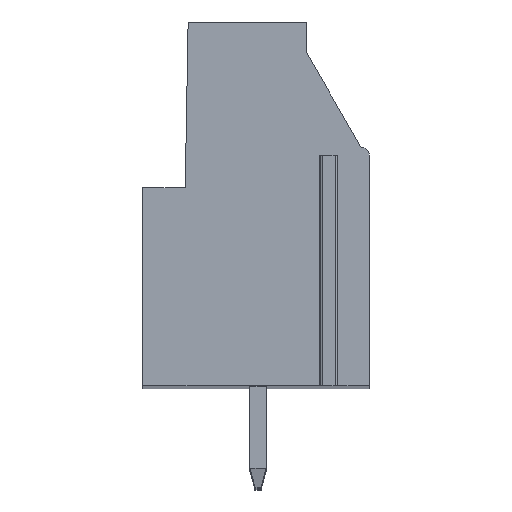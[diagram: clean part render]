
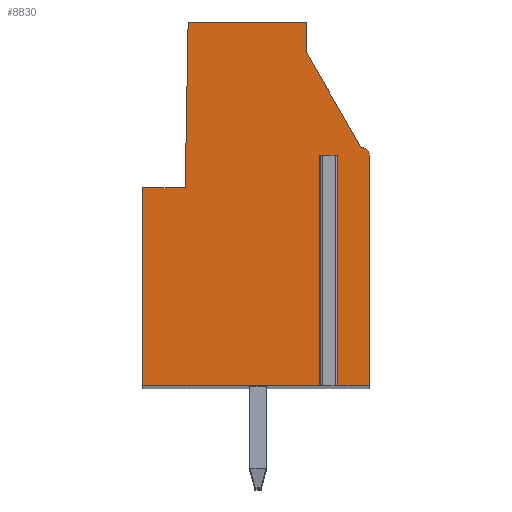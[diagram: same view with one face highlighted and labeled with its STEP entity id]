
A CAD part, top view. The second image highlights one B-rep face of the part: STEP entity #8830.
In plain terms, the highlighted planar face has unit normal (0, 0, 1).
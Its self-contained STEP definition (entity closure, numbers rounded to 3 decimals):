
#946=DIRECTION('',(1.,0.,0.));
#947=VECTOR('',#946,0.5);
#948=CARTESIAN_POINT('',(3.347,2.4,2.5));
#949=LINE('',#948,#947);
#950=DIRECTION('',(0.,1.,0.));
#951=VECTOR('',#950,11.4);
#952=CARTESIAN_POINT('',(3.347,-9.,2.5));
#953=LINE('',#952,#951);
#954=DIRECTION('',(1.,0.,0.));
#955=VECTOR('',#954,8.95);
#956=CARTESIAN_POINT('',(-5.603,-9.,2.5));
#957=LINE('',#956,#955);
#958=DIRECTION('',(0.,-1.,0.));
#959=VECTOR('',#958,9.8);
#960=CARTESIAN_POINT('',(-5.603,0.8,2.5));
#961=LINE('',#960,#959);
#962=DIRECTION('',(-1.,0.,0.));
#963=VECTOR('',#962,2.1);
#964=CARTESIAN_POINT('',(-3.503,0.8,2.5));
#965=LINE('',#964,#963);
#966=DIRECTION('',(-0.017,-1.,0.));
#967=VECTOR('',#966,8.201);
#968=CARTESIAN_POINT('',(-3.36,9.,2.5));
#969=LINE('',#968,#967);
#970=DIRECTION('',(-1.,0.,0.));
#971=VECTOR('',#970,5.86);
#972=CARTESIAN_POINT('',(2.5,9.,2.5));
#973=LINE('',#972,#971);
#974=DIRECTION('',(0.,1.,0.));
#975=VECTOR('',#974,1.523);
#976=CARTESIAN_POINT('',(2.5,7.477,2.5));
#977=LINE('',#976,#975);
#978=DIRECTION('',(-0.5,0.866,0.));
#979=VECTOR('',#978,5.394);
#980=CARTESIAN_POINT('',(5.197,2.805,2.5));
#981=LINE('',#980,#979);
#982=CARTESIAN_POINT('',(5.197,2.405,2.5));
#983=DIRECTION('',(0.,0.,1.));
#984=DIRECTION('',(1.,0.,0.));
#985=AXIS2_PLACEMENT_3D('',#982,#983,#984);
#987=DIRECTION('',(0.,1.,0.));
#988=VECTOR('',#987,11.405);
#989=CARTESIAN_POINT('',(5.597,-9.,2.5));
#990=LINE('',#989,#988);
#991=DIRECTION('',(1.,0.,0.));
#992=VECTOR('',#991,1.75);
#993=CARTESIAN_POINT('',(3.847,-9.,2.5));
#994=LINE('',#993,#992);
#995=DIRECTION('',(0.,1.,0.));
#996=VECTOR('',#995,11.4);
#997=CARTESIAN_POINT('',(3.847,-9.,2.5));
#998=LINE('',#997,#996);
#6393=CARTESIAN_POINT('',(5.597,-9.,2.5));
#6394=CARTESIAN_POINT('',(5.597,2.405,2.5));
#6395=VERTEX_POINT('',#6393);
#6396=VERTEX_POINT('',#6394);
#6397=CARTESIAN_POINT('',(5.197,2.805,2.5));
#6398=VERTEX_POINT('',#6397);
#6399=CARTESIAN_POINT('',(2.5,7.477,2.5));
#6400=VERTEX_POINT('',#6399);
#6401=CARTESIAN_POINT('',(2.5,9.,2.5));
#6402=VERTEX_POINT('',#6401);
#6403=CARTESIAN_POINT('',(-3.36,9.,2.5));
#6404=VERTEX_POINT('',#6403);
#6405=CARTESIAN_POINT('',(-3.503,0.8,2.5));
#6406=VERTEX_POINT('',#6405);
#6407=CARTESIAN_POINT('',(-5.603,0.8,2.5));
#6408=VERTEX_POINT('',#6407);
#6409=CARTESIAN_POINT('',(-5.603,-9.,2.5));
#6410=VERTEX_POINT('',#6409);
#6447=CARTESIAN_POINT('',(3.347,2.4,2.5));
#6448=CARTESIAN_POINT('',(3.847,2.4,2.5));
#6449=VERTEX_POINT('',#6447);
#6450=VERTEX_POINT('',#6448);
#6451=CARTESIAN_POINT('',(3.347,-9.,2.5));
#6452=VERTEX_POINT('',#6451);
#6453=CARTESIAN_POINT('',(3.847,-9.,2.5));
#6454=VERTEX_POINT('',#6453);
#8807=CARTESIAN_POINT('',(0.,0.,2.5));
#8808=DIRECTION('',(0.,0.,1.));
#8809=DIRECTION('',(1.,0.,0.));
#8810=AXIS2_PLACEMENT_3D('',#8807,#8808,#8809);
#8811=PLANE('',#8810);
#8813=ORIENTED_EDGE('',*,*,#8812,.F.);
#8815=ORIENTED_EDGE('',*,*,#8814,.F.);
#8816=ORIENTED_EDGE('',*,*,#8147,.F.);
#8817=ORIENTED_EDGE('',*,*,#8432,.F.);
#8818=ORIENTED_EDGE('',*,*,#8446,.F.);
#8819=ORIENTED_EDGE('',*,*,#8460,.F.);
#8820=ORIENTED_EDGE('',*,*,#8474,.F.);
#8821=ORIENTED_EDGE('',*,*,#8590,.F.);
#8822=ORIENTED_EDGE('',*,*,#8604,.F.);
#8823=ORIENTED_EDGE('',*,*,#8618,.F.);
#8824=ORIENTED_EDGE('',*,*,#8631,.F.);
#8825=ORIENTED_EDGE('',*,*,#8159,.F.);
#8827=ORIENTED_EDGE('',*,*,#8826,.T.);
#8828=EDGE_LOOP('',(#8813,#8815,#8816,#8817,#8818,#8819,#8820,#8821,#8822,#8823,
#8824,#8825,#8827));
#8829=FACE_OUTER_BOUND('',#8828,.F.);
#986=CIRCLE('',#985,0.4);
#8147=EDGE_CURVE('',#6410,#6452,#957,.T.);
#8159=EDGE_CURVE('',#6454,#6395,#994,.T.);
#8432=EDGE_CURVE('',#6408,#6410,#961,.T.);
#8446=EDGE_CURVE('',#6406,#6408,#965,.T.);
#8460=EDGE_CURVE('',#6404,#6406,#969,.T.);
#8474=EDGE_CURVE('',#6402,#6404,#973,.T.);
#8590=EDGE_CURVE('',#6400,#6402,#977,.T.);
#8604=EDGE_CURVE('',#6398,#6400,#981,.T.);
#8618=EDGE_CURVE('',#6396,#6398,#986,.T.);
#8631=EDGE_CURVE('',#6395,#6396,#990,.T.);
#8812=EDGE_CURVE('',#6449,#6450,#949,.T.);
#8814=EDGE_CURVE('',#6452,#6449,#953,.T.);
#8826=EDGE_CURVE('',#6454,#6450,#998,.T.);
#8830=ADVANCED_FACE('',(#8829),#8811,.T.);
